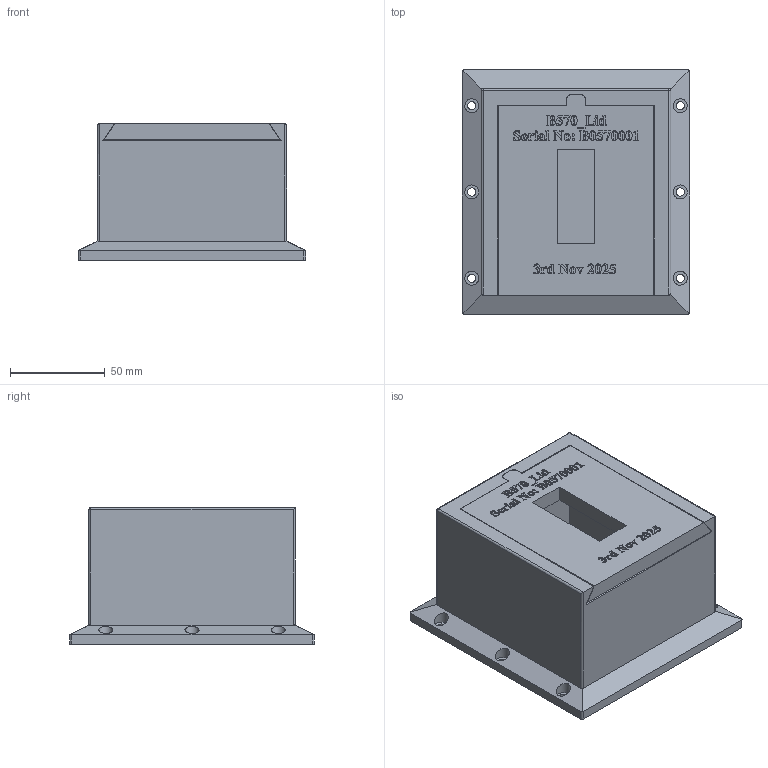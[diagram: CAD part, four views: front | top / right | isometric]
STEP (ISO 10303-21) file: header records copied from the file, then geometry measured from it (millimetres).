
FILE_DESCRIPTION(/* description */ (''),/* implementation_level */ '2;1');
FILE_NAME(/* name */ 'Boxcover_and_Lid_570_detent6_v2.stp',/* time_stamp */ '2025-11-03T12:12:49-05:00',/* author */ ('sadi.canturk'),/* organization */ (''),/* preprocessor_version */ 'ST-DEVELOPER v20.1',/* originating_system */ 'Autodesk Inventor 2026',/* authorisation */ '');
FILE_SCHEMA (('AUTOMOTIVE_DESIGN { 1 0 10303 214 3 1 1 }'));
Length unit declared in the file: millimetre
Products named in the file (1): Boxcover_and_Lid_570_detent6_v2
Bounding box: 120 x 129 x 72 mm (x, y, z)
Volume: 413155 mm3; surface area: 104430.5 mm2
Topology: 2 solids, 2 shells, 1357 faces, 3682 edges, 2452 vertices
Faces by surface type: bspline 725, plane 593, cylinder 37, sphere 2
Full cylindrical faces by diameter (mm): 4.3 x6, 7.4 x6
Entity records: 47597 total; most frequent: CARTESIAN_POINT 18222, ORIENTED_EDGE 7364, EDGE_CURVE 3682, DIRECTION 3578, VERTEX_POINT 2452, LINE 2152, VECTOR 2152, EDGE_LOOP 1494
